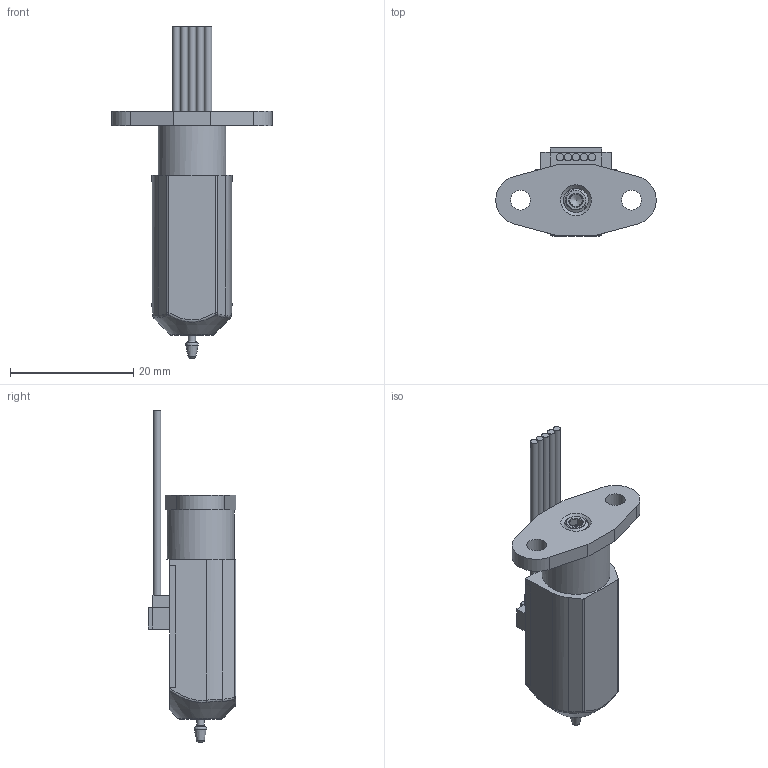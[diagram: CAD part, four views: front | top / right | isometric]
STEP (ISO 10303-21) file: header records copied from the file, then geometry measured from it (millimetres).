
FILE_DESCRIPTION(/* description */ (''),/* implementation_level */ '2;1');
FILE_NAME(/* name */ 'BLTouch-Smart V3.1.step',/* time_stamp */ '2020-08-02T22:00:05+02:00',/* author */ (''),/* organization */ (''),/* preprocessor_version */ 'ST-DEVELOPER v18.1',/* originating_system */ 'Autodesk Translation Framework v9.3.0.1241',/* authorisation */ '');
FILE_SCHEMA (('AUTOMOTIVE_DESIGN { 1 0 10303 214 3 1 1 }'));
Length unit declared in the file: millimetre
Products named in the file (2): BL-touch; 93245A111
Assembly tree (1 placements, depth 2):
  BL-touch
    93245A111
Bounding box: 25.97 x 14.25 x 53.8 mm (x, y, z)
Volume: 4774 mm3; surface area: 3728.3 mm2
Topology: 11 solids, 11 shells, 139 faces, 305 edges, 190 vertices
Faces by surface type: plane 72, cylinder 36, cone 14, bspline 13, torus 2, sphere 2
Full cylindrical faces by diameter (mm): 1.2 x6, 3 x1, 3.2 x2, 3.332 x3, 4 x4, 4.109 x2, 11 x1
Entity records: 6252 total; most frequent: CARTESIAN_POINT 3203, ORIENTED_EDGE 606, DIRECTION 560, EDGE_CURVE 303, AXIS2_PLACEMENT_3D 205, VERTEX_POINT 190, LINE 150, VECTOR 150
